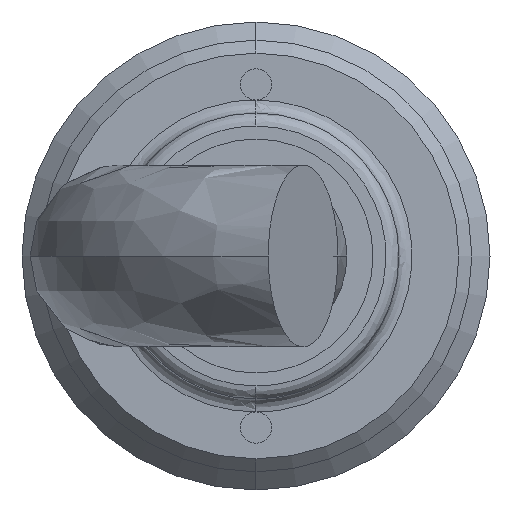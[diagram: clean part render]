
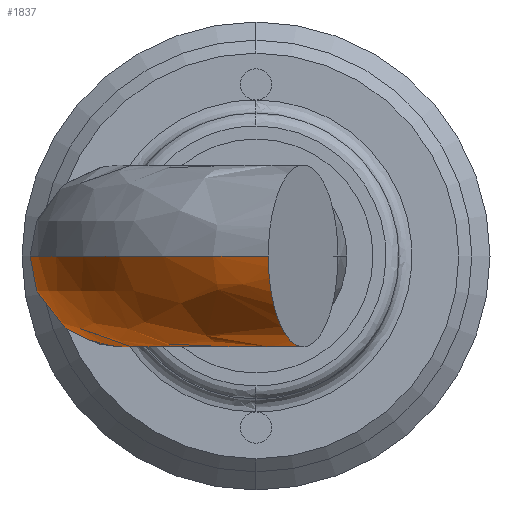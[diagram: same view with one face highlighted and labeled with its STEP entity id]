
A CAD part, left-side view. The second image highlights one B-rep face of the part: STEP entity #1837.
In plain terms, the highlighted free-form (B-spline) face has degree [3, 3] with [4, 4] control points.
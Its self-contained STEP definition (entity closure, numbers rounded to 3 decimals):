
#23 = ORIENTED_EDGE ( 'NONE', *, *, #1517, .F. ) ;
#81 = CARTESIAN_POINT ( 'NONE',  ( -24.651, 0.364, 0. ) ) ;
#91 = CARTESIAN_POINT ( 'NONE',  ( -42.778, -0.472, 0. ) ) ;
#125 = CARTESIAN_POINT ( 'NONE',  ( -36.739, -2.972, -1.756 ) ) ;
#136 = DIRECTION ( 'NONE',  ( 0., 0., 1. ) ) ;
#142 = CARTESIAN_POINT ( 'NONE',  ( -37.409, -2.695, -2.639 ) ) ;
#171 = CARTESIAN_POINT ( 'NONE',  ( -41.519, -0.994, -2.781 ) ) ;
#268 = CARTESIAN_POINT ( 'NONE',  ( -36.31, -3.149, 0. ) ) ;
#284 = VERTEX_POINT ( 'NONE', #787 ) ;
#290 = CARTESIAN_POINT ( 'NONE',  ( -39.967, -1.636, -3.478 ) ) ;
#314 = VERTEX_POINT ( 'NONE', #268 ) ;
#317 = CARTESIAN_POINT ( 'NONE',  ( -36.475, -3.081, -1.127 ) ) ;
#327 = CARTESIAN_POINT ( 'NONE',  ( -36.973, -2.875, -2.135 ) ) ;
#403 = EDGE_LOOP ( 'NONE', ( #1841, #1977, #1639, #23 ) ) ;
#464 = CARTESIAN_POINT ( 'NONE',  ( -37.923, -2.482, -3.037 ) ) ;
#475 = CARTESIAN_POINT ( 'NONE',  ( -39.757, -1.723, -3.5 ) ) ;
#477 = CARTESIAN_POINT ( 'NONE',  ( -29.109, 3.368, -7. ) ) ;
#499 = CARTESIAN_POINT ( 'NONE',  ( -36.414, -3.106, -0.909 ) ) ;
#544 = CARTESIAN_POINT ( 'NONE',  ( -41.165, -1.14, -3.038 ) ) ;
#571 = CARTESIAN_POINT ( 'NONE',  ( -42.613, -0.541, -1.128 ) ) ;
#647 = AXIS2_PLACEMENT_3D ( 'NONE', #2168, #851, #1797 ) ;
#651 = CARTESIAN_POINT ( 'NONE',  ( -38.893, 8.915, 0. ) ) ;
#673 = CARTESIAN_POINT ( 'NONE',  ( -29.109, 3.368, 0. ) ) ;
#703 = CARTESIAN_POINT ( 'NONE',  ( -29.045, -6.156, 0. ) ) ;
#708 = CARTESIAN_POINT ( 'NONE',  ( -38.112, -2.404, -3.146 ) ) ;
#718 = CARTESIAN_POINT ( 'NONE',  ( -42.675, -0.515, -0.906 ) ) ;
#787 = CARTESIAN_POINT ( 'NONE',  ( -20.739, 6.169, 0. ) ) ;
#833 = CARTESIAN_POINT ( 'NONE',  ( -36.31, -3.149, -7. ) ) ;
#845 = CARTESIAN_POINT ( 'NONE',  ( -20.739, 6.169, 0. ) ) ;
#851 = DIRECTION ( 'NONE',  ( 0., 0., 1. ) ) ;
#852 = EDGE_CURVE ( 'NONE', #314, #1389, #1865, .T. ) ;
#864 = CARTESIAN_POINT ( 'NONE',  ( -36.31, -3.149, -0.228 ) ) ;
#893 = CARTESIAN_POINT ( 'NONE',  ( -37.573, -2.627, -2.784 ) ) ;
#915 = CARTESIAN_POINT ( 'NONE',  ( -41.98, -0.803, -2.314 ) ) ;
#961 = CIRCLE ( 'NONE', #2437, 3.5 ) ;
#1001 = CARTESIAN_POINT ( 'NONE',  ( -38.893, 8.915, -7. ) ) ;
#1018 = CARTESIAN_POINT ( 'NONE',  ( -42.778, -0.472, 0. ) ) ;
#1032 = CARTESIAN_POINT ( 'NONE',  ( -39.335, -1.898, -3.5 ) ) ;
#1035 = FACE_OUTER_BOUND ( 'NONE', #403, .T. ) ;
#1044 = CARTESIAN_POINT ( 'NONE',  ( -36.638, -3.014, -1.551 ) ) ;
#1048 = CARTESIAN_POINT ( 'NONE',  ( -36.31, -3.149, 0. ) ) ;
#1078 = CARTESIAN_POINT ( 'NONE',  ( -37.107, -2.82, -2.312 ) ) ;
#1094 = CARTESIAN_POINT ( 'NONE',  ( -42.778, -0.472, -0.231 ) ) ;
#1116 = CARTESIAN_POINT ( 'NONE',  ( -42.352, -0.649, -1.753 ) ) ;
#1126 = CARTESIAN_POINT ( 'NONE',  ( -40.384, -1.464, -3.388 ) ) ;
#1166 = CIRCLE ( 'NONE', #1670, 14.863 ) ;
#1221 = CARTESIAN_POINT ( 'NONE',  ( -39.12, -1.986, -3.477 ) ) ;
#1235 = CARTESIAN_POINT ( 'NONE',  ( -34.255, 1.817, -7. ) ) ;
#1314 = CARTESIAN_POINT ( 'NONE',  ( -40.977, -1.218, -3.146 ) ) ;
#1355 = EDGE_CURVE ( 'NONE', #2411, #314, #2154, .T. ) ;
#1389 = VERTEX_POINT ( 'NONE', #1018 ) ;
#1427 = EDGE_CURVE ( 'NONE', #284, #2411, #961, .T. ) ;
#1443 = CARTESIAN_POINT ( 'NONE',  ( -36.31, -3.149, 0. ) ) ;
#1470 = CARTESIAN_POINT ( 'NONE',  ( -38.504, -2.241, -3.322 ) ) ;
#1499 = CARTESIAN_POINT ( 'NONE',  ( -42.758, -0.481, -0.458 ) ) ;
#1517 = EDGE_CURVE ( 'NONE', #284, #1389, #1166, .T. ) ;
#1590 = CARTESIAN_POINT ( 'NONE',  ( -42.778, -0.472, -7. ) ) ;
#1639 = ORIENTED_EDGE ( 'NONE', *, *, #852, .T. ) ;
#1670 = AXIS2_PLACEMENT_3D ( 'NONE', #703, #136, #2433 ) ;
#1680 = CARTESIAN_POINT ( 'NONE',  ( -42.451, -0.608, -1.552 ) ) ;
#1762 = DIRECTION ( 'NONE',  ( 0.559, 0.829, 0. ) ) ;
#1775 = DIRECTION ( 'NONE',  ( -0.829, 0.559, 0. ) ) ;
#1781 = CARTESIAN_POINT ( 'NONE',  ( -24.651, 0.364, 0. ) ) ;
#1797 = DIRECTION ( 'NONE',  ( 1., 0., 0. ) ) ;
#1837 = ADVANCED_FACE ( 'NONE', ( #1035 ), #1868, .T. ) ;
#1841 = ORIENTED_EDGE ( 'NONE', *, *, #1427, .T. ) ;
#1864 = CARTESIAN_POINT ( 'NONE',  ( -42.778, -0.472, 0. ) ) ;
#1865 = B_SPLINE_CURVE_WITH_KNOTS ( 'NONE', 3,
 ( #1443, #864, #2007, #499, #317, #1044, #125, #327, #1078, #142, #893, #464, #708, #1470, #2170, #1221, #1032, #475, #290, #1126, #2449, #1314, #544, #171, #1876, #915, #2428, #1116, #1680, #571, #718, #1499, #1094, #1864 ),
 .UNSPECIFIED., .F., .F.,
 ( 4, 2, 2, 2, 2, 2, 2, 2, 2, 2, 2, 2, 2, 2, 2, 2, 4 ),
 ( 0.005, 0.006, 0.007, 0.008, 0.008, 0.009, 0.01, 0.01, 0.011, 0.012, 0.012, 0.013, 0.014, 0.014, 0.015, 0.016, 0.016 ),
 .UNSPECIFIED. ) ;
#1868 =( BOUNDED_SURFACE ( )  B_SPLINE_SURFACE ( 3, 3, ( 
 ( #845, #2334, #651, #91 ),
 ( #2173, #2370, #1001, #1590 ),
 ( #2151, #477, #1235, #833 ),
 ( #1781, #673, #1987, #1048 ) ),
 .UNSPECIFIED., .F., .F., .T. ) 
 B_SPLINE_SURFACE_WITH_KNOTS ( ( 4, 4 ),
 ( 4, 4 ),
 ( 0., 1. ),
 ( 0., 1. ),
 .UNSPECIFIED. ) 
 GEOMETRIC_REPRESENTATION_ITEM ( )  RATIONAL_B_SPLINE_SURFACE ( (
 ( 1., 0.755, 0.755, 1.),
 ( 0.333, 0.252, 0.252, 0.333),
 ( 0.333, 0.252, 0.252, 0.333),
 ( 1., 0.755, 0.755, 1.) ) ) 
 REPRESENTATION_ITEM ( '' )  SURFACE ( )  );
#1876 = CARTESIAN_POINT ( 'NONE',  ( -41.682, -0.926, -2.636 ) ) ;
#1977 = ORIENTED_EDGE ( 'NONE', *, *, #1355, .T. ) ;
#1987 = CARTESIAN_POINT ( 'NONE',  ( -34.255, 1.817, 0. ) ) ;
#2007 = CARTESIAN_POINT ( 'NONE',  ( -36.332, -3.141, -0.46 ) ) ;
#2151 = CARTESIAN_POINT ( 'NONE',  ( -24.651, 0.364, -7. ) ) ;
#2154 = CIRCLE ( 'NONE', #647, 7.863 ) ;
#2168 = CARTESIAN_POINT ( 'NONE',  ( -29.045, -6.156, 0. ) ) ;
#2170 = CARTESIAN_POINT ( 'NONE',  ( -38.706, -2.158, -3.388 ) ) ;
#2173 = CARTESIAN_POINT ( 'NONE',  ( -20.739, 6.169, -7. ) ) ;
#2334 = CARTESIAN_POINT ( 'NONE',  ( -29.165, 11.847, 0. ) ) ;
#2340 = CARTESIAN_POINT ( 'NONE',  ( -22.695, 3.267, 0. ) ) ;
#2370 = CARTESIAN_POINT ( 'NONE',  ( -29.165, 11.847, -7. ) ) ;
#2411 = VERTEX_POINT ( 'NONE', #81 ) ;
#2428 = CARTESIAN_POINT ( 'NONE',  ( -42.117, -0.746, -2.134 ) ) ;
#2433 = DIRECTION ( 'NONE',  ( 1., 0., 0. ) ) ;
#2437 = AXIS2_PLACEMENT_3D ( 'NONE', #2340, #1775, #1762 ) ;
#2449 = CARTESIAN_POINT ( 'NONE',  ( -40.588, -1.379, -3.321 ) ) ;
